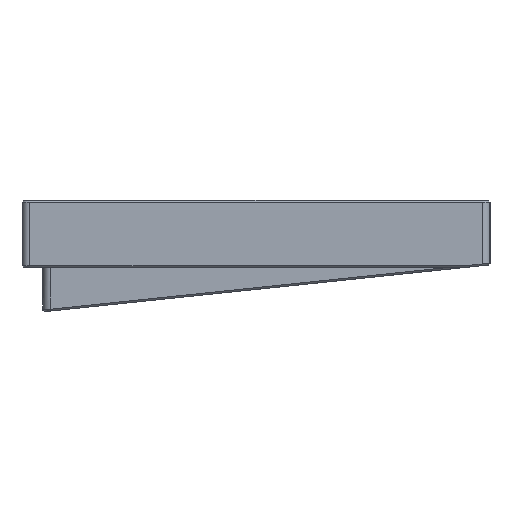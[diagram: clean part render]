
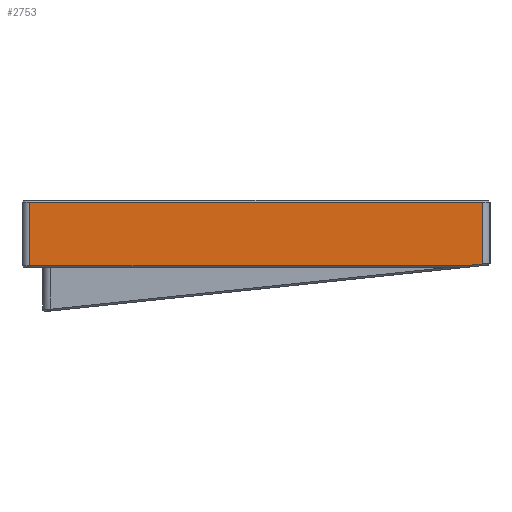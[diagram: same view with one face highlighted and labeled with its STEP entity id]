
A CAD part, left-side view. The second image highlights one B-rep face of the part: STEP entity #2753.
In plain terms, the highlighted planar face has unit normal (-1, 0, 0).
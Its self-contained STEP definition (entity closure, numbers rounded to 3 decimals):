
#129=LINE('',#4268,#388);
#259=LINE('',#4694,#518);
#260=LINE('',#4696,#519);
#261=LINE('',#4698,#520);
#262=LINE('',#4699,#521);
#388=VECTOR('',#3321,1000.);
#518=VECTOR('',#3737,1000.);
#519=VECTOR('',#3738,1000.);
#520=VECTOR('',#3739,1000.);
#521=VECTOR('',#3740,1000.);
#752=FACE_OUTER_BOUND('',#920,.T.);
#920=EDGE_LOOP('',(#2327,#2328,#2329,#2330,#2331));
#1152=VERTEX_POINT('',#4172);
#1175=VERTEX_POINT('',#4234);
#1308=VERTEX_POINT('',#4693);
#1309=VERTEX_POINT('',#4695);
#1310=VERTEX_POINT('',#4697);
#1471=EDGE_CURVE('',#1152,#1175,#129,.F.);
#1671=EDGE_CURVE('',#1175,#1308,#259,.T.);
#1672=EDGE_CURVE('',#1308,#1309,#260,.T.);
#1673=EDGE_CURVE('',#1309,#1310,#261,.T.);
#1674=EDGE_CURVE('',#1310,#1152,#262,.T.);
#2327=ORIENTED_EDGE('',*,*,#1671,.T.);
#2328=ORIENTED_EDGE('',*,*,#1672,.T.);
#2329=ORIENTED_EDGE('',*,*,#1673,.T.);
#2330=ORIENTED_EDGE('',*,*,#1674,.T.);
#2331=ORIENTED_EDGE('',*,*,#1471,.T.);
#2613=PLANE('',#3029);
#2753=ADVANCED_FACE('',(#752),#2613,.T.);
#3029=AXIS2_PLACEMENT_3D('',#4692,#3735,#3736);
#3321=DIRECTION('',(0.,0.,1.));
#3735=DIRECTION('center_axis',(-1.,0.,0.));
#3736=DIRECTION('ref_axis',(0.,0.,1.));
#3737=DIRECTION('',(0.,-1.,0.));
#3738=DIRECTION('',(0.,-0.995,0.105));
#3739=DIRECTION('',(0.,0.,1.));
#3740=DIRECTION('',(0.,1.,0.));
#4172=CARTESIAN_POINT('',(-147.85,76.663,29.547));
#4234=CARTESIAN_POINT('',(-147.85,76.663,11.347));
#4268=CARTESIAN_POINT('',(-147.85,76.663,-0.002));
#4692=CARTESIAN_POINT('Origin',(-147.85,0.,-0.002));
#4693=CARTESIAN_POINT('',(-147.85,-48.074,11.347));
#4694=CARTESIAN_POINT('',(-147.85,0.,11.347));
#4695=CARTESIAN_POINT('',(-147.85,-52.85,11.849));
#4696=CARTESIAN_POINT('',(-147.85,0.655,6.225));
#4697=CARTESIAN_POINT('',(-147.85,-52.85,29.547));
#4698=CARTESIAN_POINT('',(-147.85,-52.85,30.047));
#4699=CARTESIAN_POINT('',(-147.85,76.663,29.547));
